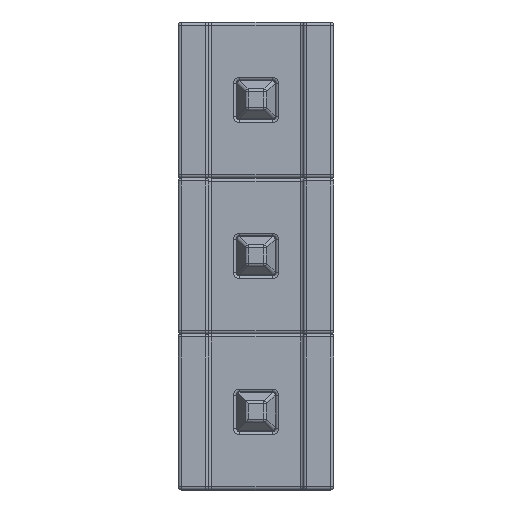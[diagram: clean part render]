
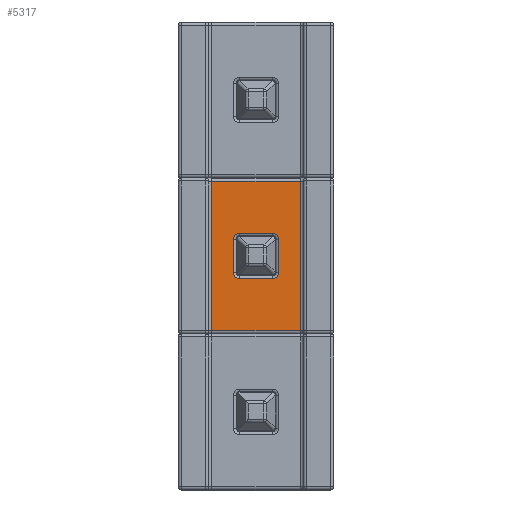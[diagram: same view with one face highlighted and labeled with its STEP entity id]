
A CAD part, top view. The second image highlights one B-rep face of the part: STEP entity #5317.
In plain terms, the highlighted planar face has unit normal (0, 0, 1).
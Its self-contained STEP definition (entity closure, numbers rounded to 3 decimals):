
#123=FACE_BOUND('',#1706,.T.);
#155=PLANE('',#5904);
#335=LINE('',#8866,#715);
#338=LINE('',#8879,#718);
#340=LINE('',#8898,#720);
#380=LINE('',#9035,#760);
#383=LINE('',#9044,#763);
#384=LINE('',#9048,#764);
#385=LINE('',#9052,#765);
#386=LINE('',#9055,#766);
#715=VECTOR('',#7008,10.);
#718=VECTOR('',#7023,10.);
#720=VECTOR('',#7045,10.);
#760=VECTOR('',#7213,10.);
#763=VECTOR('',#7222,10.);
#764=VECTOR('',#7225,10.);
#765=VECTOR('',#7228,10.);
#766=VECTOR('',#7231,10.);
#1319=FACE_OUTER_BOUND('',#1705,.T.);
#1705=EDGE_LOOP('',(#4197,#4198,#4199,#4200));
#1706=EDGE_LOOP('',(#4201,#4202,#4203,#4204,#4205,#4206,#4207,#4208));
#2097=CIRCLE('',#5905,0.1);
#2098=CIRCLE('',#5906,0.1);
#2099=CIRCLE('',#5907,0.1);
#2100=CIRCLE('',#5908,0.1);
#2465=VERTEX_POINT('',#8848);
#2471=VERTEX_POINT('',#8860);
#2473=VERTEX_POINT('',#8869);
#2480=VERTEX_POINT('',#8888);
#2517=VERTEX_POINT('',#9040);
#2518=VERTEX_POINT('',#9041);
#2519=VERTEX_POINT('',#9043);
#2520=VERTEX_POINT('',#9045);
#2521=VERTEX_POINT('',#9047);
#2522=VERTEX_POINT('',#9049);
#2523=VERTEX_POINT('',#9051);
#2524=VERTEX_POINT('',#9053);
#3009=EDGE_CURVE('',#2465,#2471,#335,.T.);
#3016=EDGE_CURVE('',#2473,#2465,#338,.T.);
#3025=EDGE_CURVE('',#2480,#2473,#340,.T.);
#3098=EDGE_CURVE('',#2471,#2480,#380,.T.);
#3101=EDGE_CURVE('',#2517,#2518,#2097,.T.);
#3102=EDGE_CURVE('',#2519,#2517,#383,.T.);
#3103=EDGE_CURVE('',#2520,#2519,#2098,.T.);
#3104=EDGE_CURVE('',#2521,#2520,#384,.T.);
#3105=EDGE_CURVE('',#2522,#2521,#2099,.T.);
#3106=EDGE_CURVE('',#2523,#2522,#385,.T.);
#3107=EDGE_CURVE('',#2524,#2523,#2100,.T.);
#3108=EDGE_CURVE('',#2518,#2524,#386,.T.);
#4197=ORIENTED_EDGE('',*,*,#3009,.F.);
#4198=ORIENTED_EDGE('',*,*,#3016,.F.);
#4199=ORIENTED_EDGE('',*,*,#3025,.F.);
#4200=ORIENTED_EDGE('',*,*,#3098,.F.);
#4201=ORIENTED_EDGE('',*,*,#3101,.F.);
#4202=ORIENTED_EDGE('',*,*,#3102,.F.);
#4203=ORIENTED_EDGE('',*,*,#3103,.F.);
#4204=ORIENTED_EDGE('',*,*,#3104,.F.);
#4205=ORIENTED_EDGE('',*,*,#3105,.F.);
#4206=ORIENTED_EDGE('',*,*,#3106,.F.);
#4207=ORIENTED_EDGE('',*,*,#3107,.F.);
#4208=ORIENTED_EDGE('',*,*,#3108,.F.);
#5317=ADVANCED_FACE('',(#1319,#123),#155,.T.);
#5904=AXIS2_PLACEMENT_3D('',#9039,#7218,#7219);
#5905=AXIS2_PLACEMENT_3D('',#9042,#7220,#7221);
#5906=AXIS2_PLACEMENT_3D('',#9046,#7223,#7224);
#5907=AXIS2_PLACEMENT_3D('',#9050,#7226,#7227);
#5908=AXIS2_PLACEMENT_3D('',#9054,#7229,#7230);
#7008=DIRECTION('',(0.,1.,0.));
#7023=DIRECTION('',(-1.,0.,0.));
#7045=DIRECTION('',(0.,-1.,0.));
#7213=DIRECTION('',(1.,0.,0.));
#7218=DIRECTION('center_axis',(0.,0.,1.));
#7219=DIRECTION('ref_axis',(-1.,0.,0.));
#7220=DIRECTION('center_axis',(0.,0.,1.));
#7221=DIRECTION('ref_axis',(0.707,0.707,0.));
#7222=DIRECTION('',(0.,1.,0.));
#7223=DIRECTION('center_axis',(0.,0.,1.));
#7224=DIRECTION('ref_axis',(0.707,-0.707,0.));
#7225=DIRECTION('',(1.,0.,0.));
#7226=DIRECTION('center_axis',(0.,0.,1.));
#7227=DIRECTION('ref_axis',(-0.707,-0.707,0.));
#7228=DIRECTION('',(0.,-1.,0.));
#7229=DIRECTION('center_axis',(0.,0.,1.));
#7230=DIRECTION('ref_axis',(-0.707,0.707,0.));
#7231=DIRECTION('',(-1.,0.,0.));
#8848=CARTESIAN_POINT('',(-0.72,-0.85,0.43));
#8860=CARTESIAN_POINT('',(-0.72,1.59,0.43));
#8866=CARTESIAN_POINT('',(-0.72,0.37,0.43));
#8869=CARTESIAN_POINT('',(0.72,-0.85,0.43));
#8879=CARTESIAN_POINT('',(0.385,-0.85,0.43));
#8888=CARTESIAN_POINT('',(0.72,1.59,0.43));
#8898=CARTESIAN_POINT('',(0.72,0.37,0.43));
#9035=CARTESIAN_POINT('',(0.385,1.59,0.43));
#9039=CARTESIAN_POINT('Origin',(0.77,0.37,0.43));
#9040=CARTESIAN_POINT('',(0.37,0.64,0.43));
#9041=CARTESIAN_POINT('',(0.27,0.74,0.43));
#9042=CARTESIAN_POINT('Origin',(0.27,0.64,0.43));
#9043=CARTESIAN_POINT('',(0.37,0.1,0.43));
#9044=CARTESIAN_POINT('',(0.37,0.37,0.43));
#9045=CARTESIAN_POINT('',(0.27,0.,0.43));
#9046=CARTESIAN_POINT('Origin',(0.27,0.1,0.43));
#9047=CARTESIAN_POINT('',(-0.27,0.,0.43));
#9048=CARTESIAN_POINT('',(0.385,0.,0.43));
#9049=CARTESIAN_POINT('',(-0.37,0.1,0.43));
#9050=CARTESIAN_POINT('Origin',(-0.27,0.1,0.43));
#9051=CARTESIAN_POINT('',(-0.37,0.64,0.43));
#9052=CARTESIAN_POINT('',(-0.37,0.37,0.43));
#9053=CARTESIAN_POINT('',(-0.27,0.74,0.43));
#9054=CARTESIAN_POINT('Origin',(-0.27,0.64,0.43));
#9055=CARTESIAN_POINT('',(0.385,0.74,0.43));
